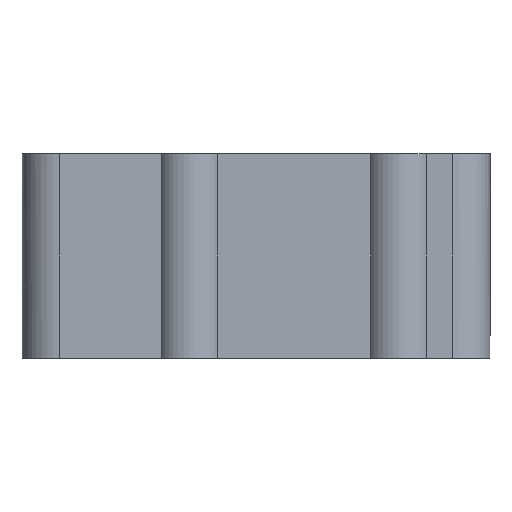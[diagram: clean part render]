
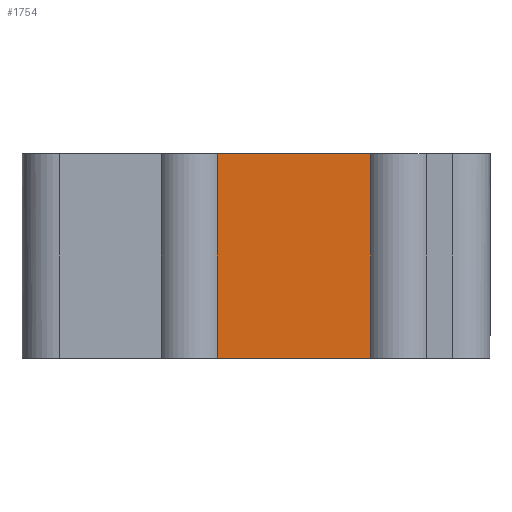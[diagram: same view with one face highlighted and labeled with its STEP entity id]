
A CAD part, front view. The second image highlights one B-rep face of the part: STEP entity #1754.
In plain terms, the highlighted planar face has unit normal (0, -1, 0).
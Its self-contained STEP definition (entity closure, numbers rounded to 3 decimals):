
#128 = PLANE('',#129);
#129 = AXIS2_PLACEMENT_3D('',#130,#131,#132);
#130 = CARTESIAN_POINT('',(12.607,32.9,0.));
#131 = DIRECTION('',(-0.,-0.,-1.));
#132 = DIRECTION('',(-1.,0.,0.));
#358 = VERTEX_POINT('',#359);
#359 = CARTESIAN_POINT('',(15.258,-30.8,0.));
#378 = CYLINDRICAL_SURFACE('',#379,4.5);
#379 = AXIS2_PLACEMENT_3D('',#380,#381,#382);
#380 = CARTESIAN_POINT('',(19.,-28.3,0.));
#381 = DIRECTION('',(-0.,-0.,-1.));
#382 = DIRECTION('',(1.,0.,0.));
#390 = EDGE_CURVE('',#391,#358,#393,.T.);
#391 = VERTEX_POINT('',#392);
#392 = CARTESIAN_POINT('',(-5.158,-30.8,0.));
#393 = SURFACE_CURVE('',#394,(#398,#405),.PCURVE_S1.);
#394 = LINE('',#395,#396);
#395 = CARTESIAN_POINT('',(0.,-30.8,0.));
#396 = VECTOR('',#397,1.);
#397 = DIRECTION('',(1.,0.,0.));
#398 = PCURVE('',#128,#399);
#399 = DEFINITIONAL_REPRESENTATION('',(#400),#404);
#400 = LINE('',#401,#402);
#401 = CARTESIAN_POINT('',(12.607,-63.7));
#402 = VECTOR('',#403,1.);
#403 = DIRECTION('',(-1.,0.));
#404 = ( GEOMETRIC_REPRESENTATION_CONTEXT(2) 
PARAMETRIC_REPRESENTATION_CONTEXT() REPRESENTATION_CONTEXT('2D SPACE',''
  ) );
#405 = PCURVE('',#406,#411);
#406 = PLANE('',#407);
#407 = AXIS2_PLACEMENT_3D('',#408,#409,#410);
#408 = CARTESIAN_POINT('',(0.,-30.8,0.));
#409 = DIRECTION('',(0.,1.,0.));
#410 = DIRECTION('',(0.,0.,1.));
#411 = DEFINITIONAL_REPRESENTATION('',(#412),#416);
#412 = LINE('',#413,#414);
#413 = CARTESIAN_POINT('',(0.,0.));
#414 = VECTOR('',#415,1.);
#415 = DIRECTION('',(0.,1.));
#416 = ( GEOMETRIC_REPRESENTATION_CONTEXT(2) 
PARAMETRIC_REPRESENTATION_CONTEXT() REPRESENTATION_CONTEXT('2D SPACE',''
  ) );
#439 = CYLINDRICAL_SURFACE('',#440,4.5);
#440 = AXIS2_PLACEMENT_3D('',#441,#442,#443);
#441 = CARTESIAN_POINT('',(-8.9,-28.3,0.));
#442 = DIRECTION('',(-0.,-0.,-1.));
#443 = DIRECTION('',(1.,0.,0.));
#1425 = PLANE('',#1426);
#1426 = AXIS2_PLACEMENT_3D('',#1427,#1428,#1429);
#1427 = CARTESIAN_POINT('',(-26.179,-30.8,27.3));
#1428 = DIRECTION('',(0.,0.,1.));
#1429 = DIRECTION('',(1.,0.,0.));
#1664 = EDGE_CURVE('',#1665,#358,#1667,.T.);
#1665 = VERTEX_POINT('',#1666);
#1666 = CARTESIAN_POINT('',(15.258,-30.8,27.3));
#1667 = SURFACE_CURVE('',#1668,(#1672,#1678),.PCURVE_S1.);
#1668 = LINE('',#1669,#1670);
#1669 = CARTESIAN_POINT('',(15.258,-30.8,0.));
#1670 = VECTOR('',#1671,1.);
#1671 = DIRECTION('',(-0.,-0.,-1.));
#1672 = PCURVE('',#378,#1673);
#1673 = DEFINITIONAL_REPRESENTATION('',(#1674),#1677);
#1674 = B_SPLINE_CURVE_WITH_KNOTS('',1,(#1675,#1676),.UNSPECIFIED.,.F.,
  .F.,(2,2),(-27.3,-0.),.PIECEWISE_BEZIER_KNOTS.);
#1675 = CARTESIAN_POINT('',(-3.731,-27.3));
#1676 = CARTESIAN_POINT('',(-3.731,0.));
#1677 = ( GEOMETRIC_REPRESENTATION_CONTEXT(2) 
PARAMETRIC_REPRESENTATION_CONTEXT() REPRESENTATION_CONTEXT('2D SPACE',''
  ) );
#1678 = PCURVE('',#406,#1679);
#1679 = DEFINITIONAL_REPRESENTATION('',(#1680),#1683);
#1680 = B_SPLINE_CURVE_WITH_KNOTS('',1,(#1681,#1682),.UNSPECIFIED.,.F.,
  .F.,(2,2),(-27.3,-0.),.PIECEWISE_BEZIER_KNOTS.);
#1681 = CARTESIAN_POINT('',(27.3,15.258));
#1682 = CARTESIAN_POINT('',(0.,15.258));
#1683 = ( GEOMETRIC_REPRESENTATION_CONTEXT(2) 
PARAMETRIC_REPRESENTATION_CONTEXT() REPRESENTATION_CONTEXT('2D SPACE',''
  ) );
#1710 = EDGE_CURVE('',#1711,#391,#1713,.T.);
#1711 = VERTEX_POINT('',#1712);
#1712 = CARTESIAN_POINT('',(-5.158,-30.8,27.3));
#1713 = SURFACE_CURVE('',#1714,(#1718,#1724),.PCURVE_S1.);
#1714 = LINE('',#1715,#1716);
#1715 = CARTESIAN_POINT('',(-5.158,-30.8,0.));
#1716 = VECTOR('',#1717,1.);
#1717 = DIRECTION('',(-0.,-0.,-1.));
#1718 = PCURVE('',#439,#1719);
#1719 = DEFINITIONAL_REPRESENTATION('',(#1720),#1723);
#1720 = B_SPLINE_CURVE_WITH_KNOTS('',1,(#1721,#1722),.UNSPECIFIED.,.F.,
  .F.,(2,2),(-27.3,-0.),.PIECEWISE_BEZIER_KNOTS.);
#1721 = CARTESIAN_POINT('',(-5.694,-27.3));
#1722 = CARTESIAN_POINT('',(-5.694,0.));
#1723 = ( GEOMETRIC_REPRESENTATION_CONTEXT(2) 
PARAMETRIC_REPRESENTATION_CONTEXT() REPRESENTATION_CONTEXT('2D SPACE',''
  ) );
#1724 = PCURVE('',#406,#1725);
#1725 = DEFINITIONAL_REPRESENTATION('',(#1726),#1729);
#1726 = B_SPLINE_CURVE_WITH_KNOTS('',1,(#1727,#1728),.UNSPECIFIED.,.F.,
  .F.,(2,2),(-27.3,-0.),.PIECEWISE_BEZIER_KNOTS.);
#1727 = CARTESIAN_POINT('',(27.3,-5.158));
#1728 = CARTESIAN_POINT('',(0.,-5.158));
#1729 = ( GEOMETRIC_REPRESENTATION_CONTEXT(2) 
PARAMETRIC_REPRESENTATION_CONTEXT() REPRESENTATION_CONTEXT('2D SPACE',''
  ) );
#1754 = ADVANCED_FACE('',(#1755),#406,.F.);
#1755 = FACE_BOUND('',#1756,.F.);
#1756 = EDGE_LOOP('',(#1757,#1758,#1759,#1780));
#1757 = ORIENTED_EDGE('',*,*,#390,.F.);
#1758 = ORIENTED_EDGE('',*,*,#1710,.F.);
#1759 = ORIENTED_EDGE('',*,*,#1760,.T.);
#1760 = EDGE_CURVE('',#1711,#1665,#1761,.T.);
#1761 = SURFACE_CURVE('',#1762,(#1766,#1773),.PCURVE_S1.);
#1762 = LINE('',#1763,#1764);
#1763 = CARTESIAN_POINT('',(-26.179,-30.8,27.3));
#1764 = VECTOR('',#1765,1.);
#1765 = DIRECTION('',(1.,0.,0.));
#1766 = PCURVE('',#406,#1767);
#1767 = DEFINITIONAL_REPRESENTATION('',(#1768),#1772);
#1768 = LINE('',#1769,#1770);
#1769 = CARTESIAN_POINT('',(27.3,-26.179));
#1770 = VECTOR('',#1771,1.);
#1771 = DIRECTION('',(0.,1.));
#1772 = ( GEOMETRIC_REPRESENTATION_CONTEXT(2) 
PARAMETRIC_REPRESENTATION_CONTEXT() REPRESENTATION_CONTEXT('2D SPACE',''
  ) );
#1773 = PCURVE('',#1425,#1774);
#1774 = DEFINITIONAL_REPRESENTATION('',(#1775),#1779);
#1775 = LINE('',#1776,#1777);
#1776 = CARTESIAN_POINT('',(0.,0.));
#1777 = VECTOR('',#1778,1.);
#1778 = DIRECTION('',(1.,0.));
#1779 = ( GEOMETRIC_REPRESENTATION_CONTEXT(2) 
PARAMETRIC_REPRESENTATION_CONTEXT() REPRESENTATION_CONTEXT('2D SPACE',''
  ) );
#1780 = ORIENTED_EDGE('',*,*,#1664,.T.);
